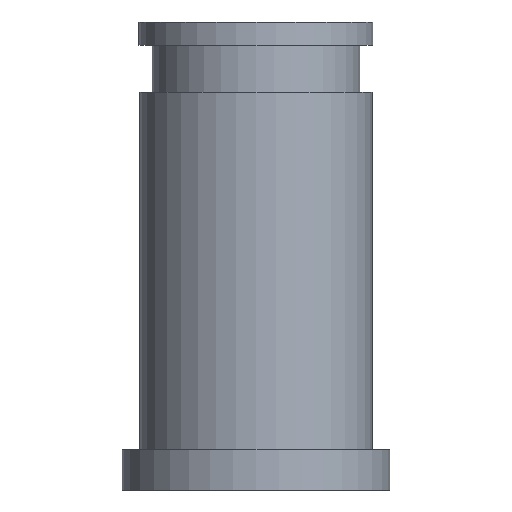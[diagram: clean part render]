
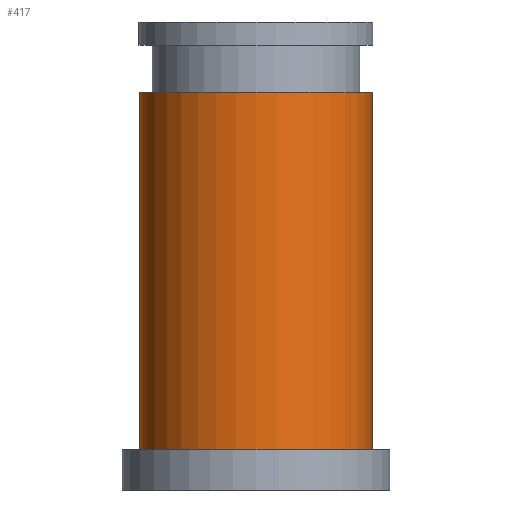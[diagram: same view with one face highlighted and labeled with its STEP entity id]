
A CAD part, front view. The second image highlights one B-rep face of the part: STEP entity #417.
In plain terms, the highlighted cylindrical face has radius 27.591 mm (diameter 55.181 mm), a partial arc.
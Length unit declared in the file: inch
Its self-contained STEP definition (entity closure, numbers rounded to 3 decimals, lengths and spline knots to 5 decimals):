
#14 = VERTEX_POINT ( 'NONE', #589 ) ;
#77 = DIRECTION ( 'NONE',  ( 0., 0., 1. ) ) ;
#95 = ORIENTED_EDGE ( 'NONE', *, *, #470, .F. ) ;
#118 = CIRCLE ( 'NONE', #445, 1.08625 ) ;
#141 = DIRECTION ( 'NONE',  ( 0., 0., 1. ) ) ;
#195 = ORIENTED_EDGE ( 'NONE', *, *, #622, .T. ) ;
#197 = ORIENTED_EDGE ( 'NONE', *, *, #357, .F. ) ;
#203 = CARTESIAN_POINT ( 'NONE',  ( 0., 0., 0.80865 ) ) ;
#213 = VERTEX_POINT ( 'NONE', #334 ) ;
#216 = CARTESIAN_POINT ( 'NONE',  ( -1.08625, 0., 1.75346 ) ) ;
#220 = DIRECTION ( 'NONE',  ( 1., 0., 0. ) ) ;
#243 = VERTEX_POINT ( 'NONE', #440 ) ;
#244 = DIRECTION ( 'NONE',  ( 1., 0., 0. ) ) ;
#299 = AXIS2_PLACEMENT_3D ( 'NONE', #332, #379, #611 ) ;
#303 = CYLINDRICAL_SURFACE ( 'NONE', #561, 1.08625 ) ;
#330 = LINE ( 'NONE', #405, #361 ) ;
#332 = CARTESIAN_POINT ( 'NONE',  ( 0., 0., 1.75346 ) ) ;
#334 = CARTESIAN_POINT ( 'NONE',  ( 1.08625, 0., 1.75346 ) ) ;
#350 = CARTESIAN_POINT ( 'NONE',  ( 0., 0., -1.59029 ) ) ;
#357 = EDGE_CURVE ( 'NONE', #618, #213, #597, .T. ) ;
#361 = VECTOR ( 'NONE', #398, 39.37008 ) ;
#373 = FACE_OUTER_BOUND ( 'NONE', #442, .T. ) ;
#379 = DIRECTION ( 'NONE',  ( 0., 0., 1. ) ) ;
#387 = VECTOR ( 'NONE', #77, 39.37008 ) ;
#395 = ORIENTED_EDGE ( 'NONE', *, *, #546, .T. ) ;
#398 = DIRECTION ( 'NONE',  ( 0., 0., 1. ) ) ;
#402 = DIRECTION ( 'NONE',  ( 0., 0., 1. ) ) ;
#405 = CARTESIAN_POINT ( 'NONE',  ( -1.08625, 0., 0.80865 ) ) ;
#417 = ADVANCED_FACE ( 'NONE', ( #373 ), #303, .T. ) ;
#440 = CARTESIAN_POINT ( 'NONE',  ( 1.08625, 0., -1.59029 ) ) ;
#442 = EDGE_LOOP ( 'NONE', ( #95, #195, #395, #197 ) ) ;
#445 = AXIS2_PLACEMENT_3D ( 'NONE', #350, #402, #220 ) ;
#470 = EDGE_CURVE ( 'NONE', #14, #618, #330, .T. ) ;
#546 = EDGE_CURVE ( 'NONE', #243, #213, #610, .T. ) ;
#548 = CARTESIAN_POINT ( 'NONE',  ( 1.08625, 0., 0.80865 ) ) ;
#561 = AXIS2_PLACEMENT_3D ( 'NONE', #203, #141, #244 ) ;
#589 = CARTESIAN_POINT ( 'NONE',  ( -1.08625, 0., -1.59029 ) ) ;
#597 = CIRCLE ( 'NONE', #299, 1.08625 ) ;
#610 = LINE ( 'NONE', #548, #387 ) ;
#611 = DIRECTION ( 'NONE',  ( 1., 0., 0. ) ) ;
#618 = VERTEX_POINT ( 'NONE', #216 ) ;
#622 = EDGE_CURVE ( 'NONE', #14, #243, #118, .T. ) ;
